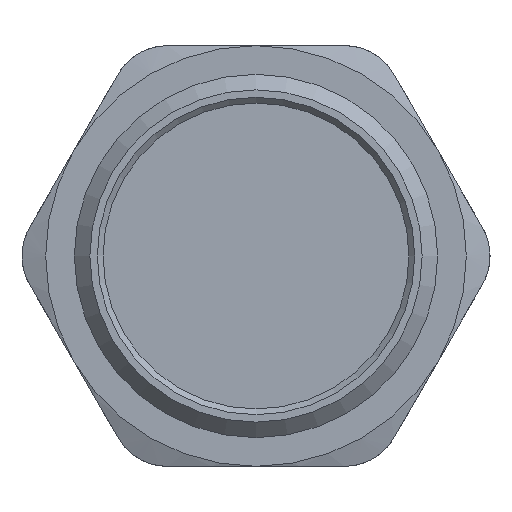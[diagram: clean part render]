
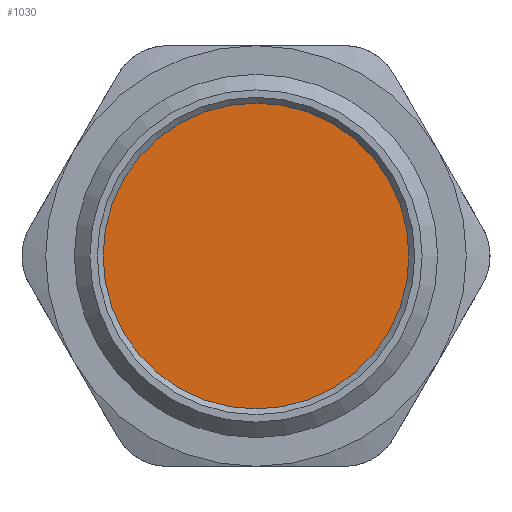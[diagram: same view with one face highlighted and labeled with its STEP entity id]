
A CAD part, front view. The second image highlights one B-rep face of the part: STEP entity #1030.
In plain terms, the highlighted planar face has unit normal (0, -1, 0).
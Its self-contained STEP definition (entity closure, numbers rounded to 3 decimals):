
#113=FACE_OUTER_BOUND('',#175,.T.);
#175=EDGE_LOOP('',(#654));
#363=CIRCLE('',#1122,8.);
#405=VERTEX_POINT('',#1493);
#503=EDGE_CURVE('',#405,#405,#363,.T.);
#654=ORIENTED_EDGE('',*,*,#503,.F.);
#944=PLANE('',#1121);
#1030=ADVANCED_FACE('',(#113),#944,.F.);
#1121=AXIS2_PLACEMENT_3D('',#1492,#1234,#1235);
#1122=AXIS2_PLACEMENT_3D('',#1494,#1236,#1237);
#1234=DIRECTION('center_axis',(0.,1.,0.));
#1235=DIRECTION('ref_axis',(0.,0.,1.));
#1236=DIRECTION('center_axis',(0.,1.,0.));
#1237=DIRECTION('ref_axis',(1.,0.,0.));
#1492=CARTESIAN_POINT('Origin',(-4.953,-11.5,0.));
#1493=CARTESIAN_POINT('',(-12.953,-11.5,0.));
#1494=CARTESIAN_POINT('Origin',(-4.953,-11.5,0.));
